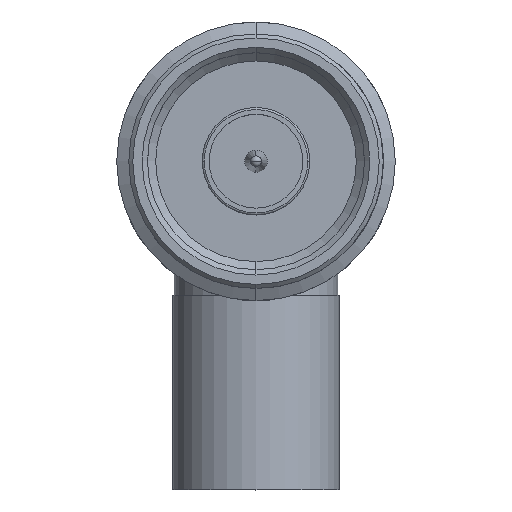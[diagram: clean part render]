
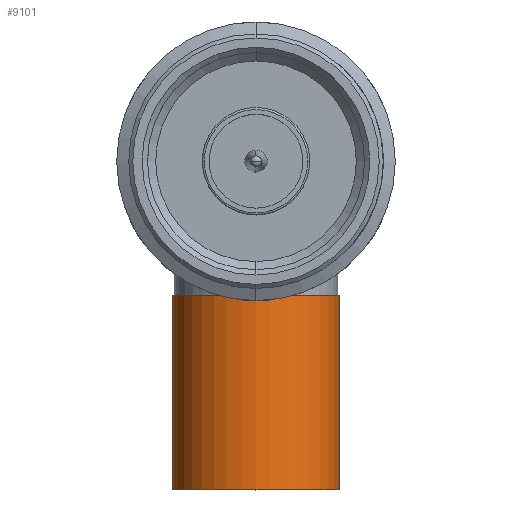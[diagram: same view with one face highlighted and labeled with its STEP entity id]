
A CAD part, top view. The second image highlights one B-rep face of the part: STEP entity #9101.
In plain terms, the highlighted cylindrical face has radius 6.225 mm (diameter 12.45 mm), a partial arc.
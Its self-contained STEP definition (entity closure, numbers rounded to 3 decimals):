
#2 = DIRECTION ( 'NONE',  ( 1., 0., 0. ) ) ;
#1623 = DIRECTION ( 'NONE',  ( 0., -1., 0. ) ) ;
#2046 = VECTOR ( 'NONE', #1623, 1000. ) ;
#2543 = VECTOR ( 'NONE', #12036, 1000. ) ;
#2913 = CARTESIAN_POINT ( 'NONE',  ( 6.225, -25.91, -21.2 ) ) ;
#4151 = CARTESIAN_POINT ( 'NONE',  ( 6.225, -10., -21.2 ) ) ;
#4289 = CARTESIAN_POINT ( 'NONE',  ( 6.225, -24.5, -21.2 ) ) ;
#4390 = CIRCLE ( 'NONE', #17270, 6.225 ) ;
#4629 = AXIS2_PLACEMENT_3D ( 'NONE', #8947, #19644, #10464 ) ;
#4756 = CARTESIAN_POINT ( 'NONE',  ( 0., -25.91, -21.2 ) ) ;
#4846 = EDGE_CURVE ( 'NONE', #17647, #7071, #5634, .T. ) ;
#4927 = CARTESIAN_POINT ( 'NONE',  ( -6.225, -10., -21.2 ) ) ;
#5634 = CIRCLE ( 'NONE', #4629, 6.225 ) ;
#5897 = ORIENTED_EDGE ( 'NONE', *, *, #4846, .T. ) ;
#6095 = LINE ( 'NONE', #6147, #2046 ) ;
#6147 = CARTESIAN_POINT ( 'NONE',  ( -6.225, -25.91, -21.2 ) ) ;
#6281 = DIRECTION ( 'NONE',  ( 0., -1., 0. ) ) ;
#6716 = EDGE_CURVE ( 'NONE', #16965, #11153, #4390, .T. ) ;
#7071 = VERTEX_POINT ( 'NONE', #4927 ) ;
#7760 = CYLINDRICAL_SURFACE ( 'NONE', #15433, 6.225 ) ;
#8031 = ORIENTED_EDGE ( 'NONE', *, *, #17471, .F. ) ;
#8947 = CARTESIAN_POINT ( 'NONE',  ( 0., -10., -21.2 ) ) ;
#9012 = EDGE_CURVE ( 'NONE', #7071, #11153, #6095, .T. ) ;
#9101 = ADVANCED_FACE ( 'NONE', ( #17339 ), #7760, .T. ) ;
#9135 = DIRECTION ( 'NONE',  ( 0., -1., 0. ) ) ;
#10464 = DIRECTION ( 'NONE',  ( 1., 0., 0. ) ) ;
#10594 = CARTESIAN_POINT ( 'NONE',  ( -6.225, -24.5, -21.2 ) ) ;
#10873 = ORIENTED_EDGE ( 'NONE', *, *, #9012, .T. ) ;
#11153 = VERTEX_POINT ( 'NONE', #10594 ) ;
#12036 = DIRECTION ( 'NONE',  ( 0., -1., 0. ) ) ;
#12418 = DIRECTION ( 'NONE',  ( 1., 0., 0. ) ) ;
#14219 = LINE ( 'NONE', #2913, #2543 ) ;
#14607 = EDGE_LOOP ( 'NONE', ( #5897, #10873, #17077, #8031 ) ) ;
#15433 = AXIS2_PLACEMENT_3D ( 'NONE', #4756, #6281, #12418 ) ;
#16965 = VERTEX_POINT ( 'NONE', #4289 ) ;
#17077 = ORIENTED_EDGE ( 'NONE', *, *, #6716, .F. ) ;
#17270 = AXIS2_PLACEMENT_3D ( 'NONE', #18318, #9135, #2 ) ;
#17339 = FACE_OUTER_BOUND ( 'NONE', #14607, .T. ) ;
#17471 = EDGE_CURVE ( 'NONE', #17647, #16965, #14219, .T. ) ;
#17647 = VERTEX_POINT ( 'NONE', #4151 ) ;
#18318 = CARTESIAN_POINT ( 'NONE',  ( 0., -24.5, -21.2 ) ) ;
#19644 = DIRECTION ( 'NONE',  ( 0., -1., 0. ) ) ;
